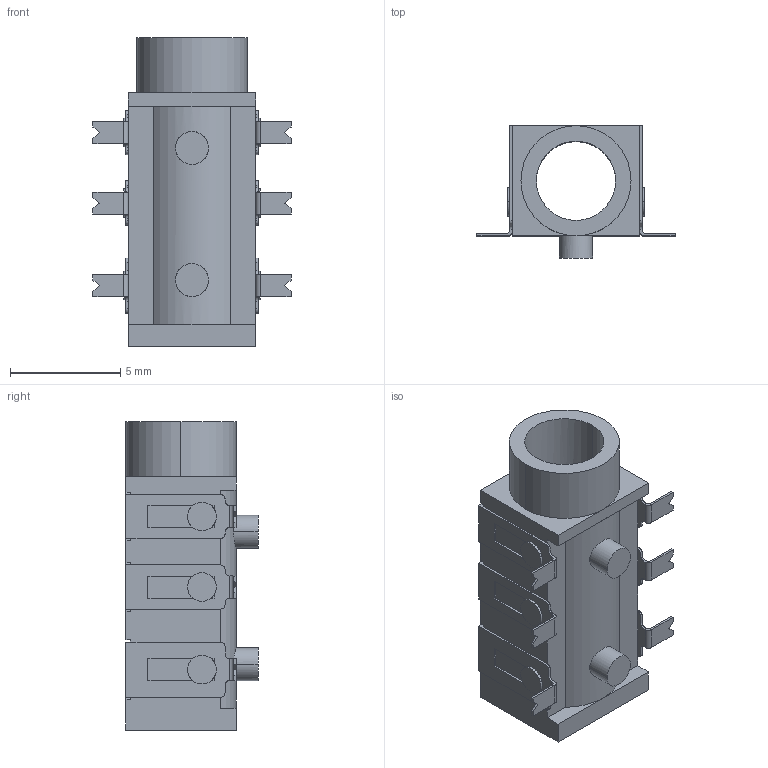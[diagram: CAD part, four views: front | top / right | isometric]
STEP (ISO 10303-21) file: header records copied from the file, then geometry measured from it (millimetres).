
FILE_DESCRIPTION (( 'STEP AP203' ), '1' );
FILE_NAME ('JackPJ313D.STEP', '2019-08-02T14:39:37', ( '' ), ( '' ), 'SwSTEP 2.0', 'SolidWorks 2018', '' );
FILE_SCHEMA (( 'CONFIG_CONTROL_DESIGN' ));
Length unit declared in the file: millimetre
Products named in the file (1): JackPJ313D
Bounding box: 9 x 6 x 14 mm (x, y, z)
Volume: 214.6 mm3; surface area: 547.8 mm2
Topology: 1 solids, 1 shells, 291 faces, 812 edges, 528 vertices
Faces by surface type: plane 234, cylinder 57
Entity records: 9387 total; most frequent: CARTESIAN_POINT 1692, ORIENTED_EDGE 1624, DIRECTION 1548, EDGE_CURVE 812, VECTOR 652, LINE 652, VERTEX_POINT 528, AXIS2_PLACEMENT_3D 448
